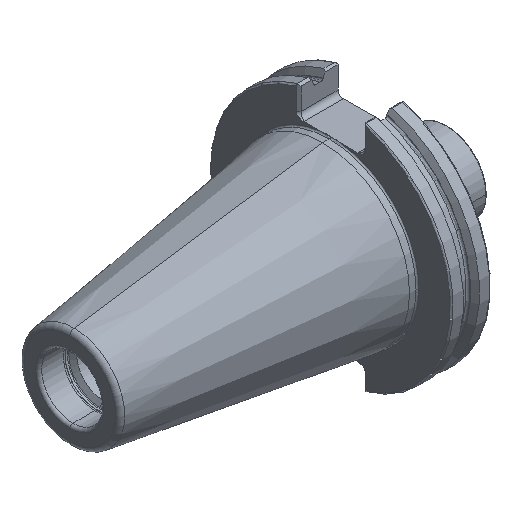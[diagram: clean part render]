
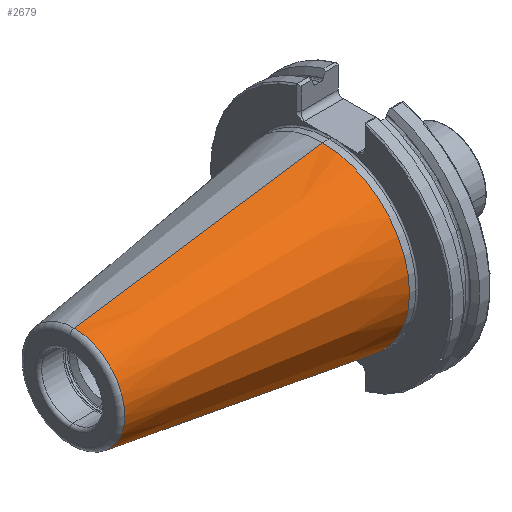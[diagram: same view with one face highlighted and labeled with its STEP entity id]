
A CAD part, isometric view. The second image highlights one B-rep face of the part: STEP entity #2679.
In plain terms, the highlighted conical face has half-angle 8.297 degrees and reference radius 34.925 mm.
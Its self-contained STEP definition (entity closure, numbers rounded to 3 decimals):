
#65 = EDGE_CURVE ( 'NONE', #1576, #3319, #833, .T. ) ;
#150 = VERTEX_POINT ( 'NONE', #1730 ) ;
#290 = EDGE_CURVE ( 'NONE', #1934, #150, #2610, .T. ) ;
#483 = AXIS2_PLACEMENT_3D ( 'NONE', #3948, #3832, #3685 ) ;
#613 = CARTESIAN_POINT ( 'NONE',  ( -99.889, 0., -20.358 ) ) ;
#708 = VECTOR ( 'NONE', #2853, 1000. ) ;
#808 = CARTESIAN_POINT ( 'NONE',  ( -99.889, 0., 0. ) ) ;
#829 = DIRECTION ( 'NONE',  ( -1., 0., 0. ) ) ;
#833 = LINE ( 'NONE', #2820, #708 ) ;
#840 = EDGE_CURVE ( 'NONE', #1934, #1576, #1499, .T. ) ;
#845 = DIRECTION ( 'NONE',  ( 0., 0., 1. ) ) ;
#925 = CONICAL_SURFACE ( 'NONE', #483, 34.925, 0.145 ) ;
#1231 = FACE_OUTER_BOUND ( 'NONE', #4624, .T. ) ;
#1351 = EDGE_CURVE ( 'NONE', #150, #3319, #4205, .T. ) ;
#1499 = CIRCLE ( 'NONE', #2722, 20.358 ) ;
#1576 = VERTEX_POINT ( 'NONE', #3045 ) ;
#1730 = CARTESIAN_POINT ( 'NONE',  ( 0., 0., -34.925 ) ) ;
#1934 = VERTEX_POINT ( 'NONE', #613 ) ;
#2264 = ORIENTED_EDGE ( 'NONE', *, *, #65, .F. ) ;
#2610 = LINE ( 'NONE', #4547, #4580 ) ;
#2640 = ORIENTED_EDGE ( 'NONE', *, *, #290, .T. ) ;
#2679 = ADVANCED_FACE ( 'NONE', ( #1231 ), #925, .T. ) ;
#2722 = AXIS2_PLACEMENT_3D ( 'NONE', #808, #829, #845 ) ;
#2820 = CARTESIAN_POINT ( 'NONE',  ( 0., 0., 34.925 ) ) ;
#2853 = DIRECTION ( 'NONE',  ( 0.99, 0., 0.144 ) ) ;
#3045 = CARTESIAN_POINT ( 'NONE',  ( -99.889, 0., 20.358 ) ) ;
#3319 = VERTEX_POINT ( 'NONE', #4338 ) ;
#3578 = AXIS2_PLACEMENT_3D ( 'NONE', #3980, #3995, #4027 ) ;
#3685 = DIRECTION ( 'NONE',  ( 0., 0., -1. ) ) ;
#3832 = DIRECTION ( 'NONE',  ( 1., 0., 0. ) ) ;
#3948 = CARTESIAN_POINT ( 'NONE',  ( 0., 0., 0. ) ) ;
#3966 = ORIENTED_EDGE ( 'NONE', *, *, #840, .F. ) ;
#3980 = CARTESIAN_POINT ( 'NONE',  ( 0., 0., 0. ) ) ;
#3995 = DIRECTION ( 'NONE',  ( -1., 0., 0. ) ) ;
#4027 = DIRECTION ( 'NONE',  ( 0., 0., 1. ) ) ;
#4205 = CIRCLE ( 'NONE', #3578, 34.925 ) ;
#4338 = CARTESIAN_POINT ( 'NONE',  ( 0., 0., 34.925 ) ) ;
#4547 = CARTESIAN_POINT ( 'NONE',  ( 0., 0., -34.925 ) ) ;
#4580 = VECTOR ( 'NONE', #4711, 1000. ) ;
#4624 = EDGE_LOOP ( 'NONE', ( #2264, #3966, #2640, #4680 ) ) ;
#4680 = ORIENTED_EDGE ( 'NONE', *, *, #1351, .T. ) ;
#4711 = DIRECTION ( 'NONE',  ( 0.99, 0., -0.144 ) ) ;
